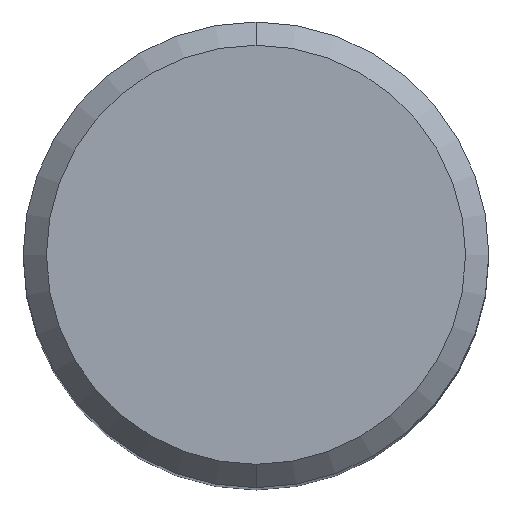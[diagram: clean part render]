
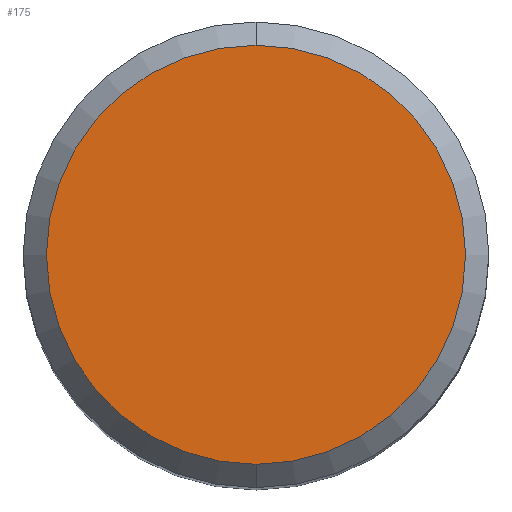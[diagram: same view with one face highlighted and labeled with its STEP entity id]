
A CAD part, top view. The second image highlights one B-rep face of the part: STEP entity #175.
In plain terms, the highlighted planar face has unit normal (0, 0, 1).
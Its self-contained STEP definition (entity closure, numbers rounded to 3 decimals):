
#109=VERTEX_POINT('',#261);
#133=EDGE_CURVE('',#197,#109,#290,.T.);
#159=EDGE_CURVE('',#109,#197,#319,.T.);
#175=ADVANCED_FACE('',(#336),#337,.T.);
#197=VERTEX_POINT('',#360);
#261=CARTESIAN_POINT('',(0.0,7.2,0.0));
#290=CIRCLE('',#463,7.2);
#319=CIRCLE('',#495,7.2);
#336=FACE_OUTER_BOUND('',#517,.T.);
#337=PLANE('',#518);
#360=CARTESIAN_POINT('',(0.,-7.2,0.0));
#463=AXIS2_PLACEMENT_3D('',#666,#667,#668);
#495=AXIS2_PLACEMENT_3D('',#698,#699,#700);
#517=EDGE_LOOP('',(#720,#721));
#518=AXIS2_PLACEMENT_3D('',#722,#723,#724);
#666=CARTESIAN_POINT('',(0.0,0.0,0.0));
#667=DIRECTION('',(0.0,0.0,-1.0));
#668=DIRECTION('',(0.0,1.0,0.0));
#698=CARTESIAN_POINT('',(0.0,0.0,0.0));
#699=DIRECTION('',(0.0,0.0,-1.0));
#700=DIRECTION('',(0.0,1.0,0.0));
#720=ORIENTED_EDGE('',*,*,#159,.F.);
#721=ORIENTED_EDGE('',*,*,#133,.F.);
#722=CARTESIAN_POINT('',(0.0,3.6,0.0));
#723=DIRECTION('',(-0.0,0.0,1.0));
#724=DIRECTION('',(0.0,-1.0,0.0));
